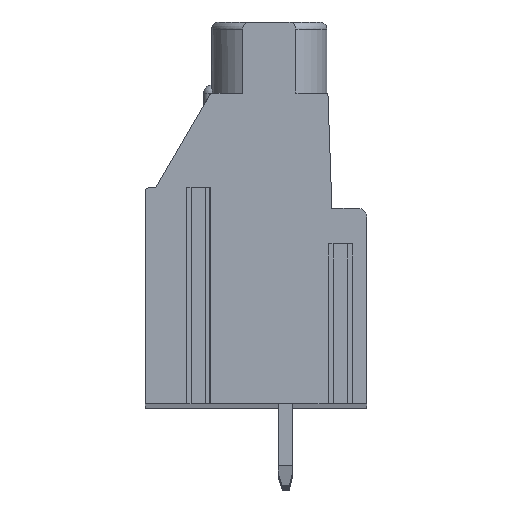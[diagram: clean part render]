
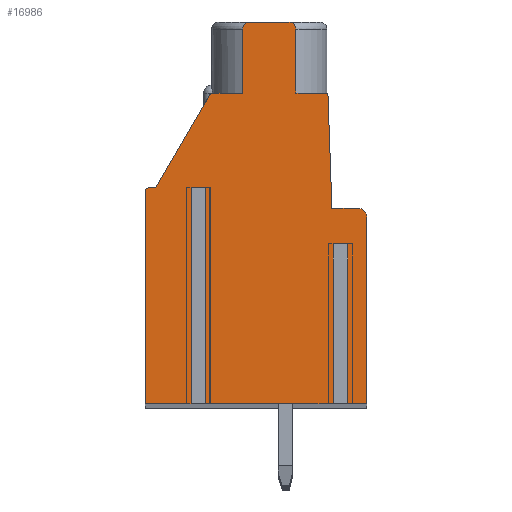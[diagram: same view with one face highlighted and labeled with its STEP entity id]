
A CAD part, top view. The second image highlights one B-rep face of the part: STEP entity #16986.
In plain terms, the highlighted planar face has unit normal (0, 0, 1).
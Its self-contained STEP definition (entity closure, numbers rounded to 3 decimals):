
#27=DIRECTION('',(-1.,0.,0.));
#28=VECTOR('',#27,0.82);
#29=CARTESIAN_POINT('',(-2.09,1.2,148.59));
#30=LINE('',#29,#28);
#31=DIRECTION('',(0.,1.,0.));
#32=VECTOR('',#31,12.2);
#33=CARTESIAN_POINT('',(-2.91,-11.,148.59));
#34=LINE('',#33,#32);
#35=DIRECTION('',(1.,0.,0.));
#36=VECTOR('',#35,2.59);
#37=CARTESIAN_POINT('',(-5.5,-11.,148.59));
#38=LINE('',#37,#36);
#39=DIRECTION('',(0.,-1.,0.));
#40=VECTOR('',#39,11.9);
#41=CARTESIAN_POINT('',(-5.5,0.9,148.59));
#42=LINE('',#41,#40);
#43=CARTESIAN_POINT('',(-5.2,0.9,148.59));
#44=DIRECTION('',(0.,0.,1.));
#45=DIRECTION('',(0.,1.,0.));
#46=AXIS2_PLACEMENT_3D('',#43,#44,#45);
#48=DIRECTION('',(-1.,0.,0.));
#49=VECTOR('',#48,0.3);
#50=CARTESIAN_POINT('',(-4.9,1.2,148.59));
#51=LINE('',#50,#49);
#52=DIRECTION('',(-0.505,-0.863,0.));
#53=VECTOR('',#52,6.14);
#54=CARTESIAN_POINT('',(-1.8,6.5,148.59));
#55=LINE('',#54,#53);
#56=DIRECTION('',(-1.,0.,0.));
#57=VECTOR('',#56,1.8);
#58=CARTESIAN_POINT('',(0.,6.5,148.59));
#59=LINE('',#58,#57);
#60=DIRECTION('',(0.,-1.,0.));
#61=VECTOR('',#60,3.6);
#62=CARTESIAN_POINT('',(0.,10.1,148.59));
#63=LINE('',#62,#61);
#64=CARTESIAN_POINT('',(0.4,10.1,148.59));
#65=DIRECTION('',(0.,0.,1.));
#66=DIRECTION('',(0.,1.,0.));
#67=AXIS2_PLACEMENT_3D('',#64,#65,#66);
#69=DIRECTION('',(-1.,0.,0.));
#70=VECTOR('',#69,2.2);
#71=CARTESIAN_POINT('',(2.6,10.5,148.59));
#72=LINE('',#71,#70);
#73=CARTESIAN_POINT('',(2.6,10.1,148.59));
#74=DIRECTION('',(0.,0.,1.));
#75=DIRECTION('',(1.,0.,0.));
#76=AXIS2_PLACEMENT_3D('',#73,#74,#75);
#78=DIRECTION('',(0.,1.,0.));
#79=VECTOR('',#78,3.6);
#80=CARTESIAN_POINT('',(3.,6.5,148.59));
#81=LINE('',#80,#79);
#82=DIRECTION('',(-1.,0.,0.));
#83=VECTOR('',#82,1.8);
#84=CARTESIAN_POINT('',(4.8,6.5,148.59));
#85=LINE('',#84,#83);
#86=DIRECTION('',(-0.035,0.999,0.));
#87=VECTOR('',#86,6.504);
#88=CARTESIAN_POINT('',(5.027,0.,148.59));
#89=LINE('',#88,#87);
#90=DIRECTION('',(-1.,0.,0.));
#91=VECTOR('',#90,1.473);
#92=CARTESIAN_POINT('',(6.5,0.,148.59));
#93=LINE('',#92,#91);
#94=CARTESIAN_POINT('',(6.5,-0.5,148.59));
#95=DIRECTION('',(0.,0.,1.));
#96=DIRECTION('',(1.,0.,0.));
#97=AXIS2_PLACEMENT_3D('',#94,#95,#96);
#99=DIRECTION('',(0.,1.,0.));
#100=VECTOR('',#99,10.5);
#101=CARTESIAN_POINT('',(7.,-11.,148.59));
#102=LINE('',#101,#100);
#103=DIRECTION('',(1.,0.,0.));
#104=VECTOR('',#103,1.09);
#105=CARTESIAN_POINT('',(5.91,-11.,148.59));
#106=LINE('',#105,#104);
#107=DIRECTION('',(0.,1.,0.));
#108=VECTOR('',#107,9.);
#109=CARTESIAN_POINT('',(5.91,-11.,148.59));
#110=LINE('',#109,#108);
#111=DIRECTION('',(-1.,0.,0.));
#112=VECTOR('',#111,0.82);
#113=CARTESIAN_POINT('',(5.91,-2.,148.59));
#114=LINE('',#113,#112);
#115=DIRECTION('',(0.,1.,0.));
#116=VECTOR('',#115,9.);
#117=CARTESIAN_POINT('',(5.09,-11.,148.59));
#118=LINE('',#117,#116);
#119=DIRECTION('',(1.,0.,0.));
#120=VECTOR('',#119,7.18);
#121=CARTESIAN_POINT('',(-2.09,-11.,148.59));
#122=LINE('',#121,#120);
#123=DIRECTION('',(0.,1.,0.));
#124=VECTOR('',#123,12.2);
#125=CARTESIAN_POINT('',(-2.09,-11.,148.59));
#126=LINE('',#125,#124);
#13407=CARTESIAN_POINT('',(7.,-11.,148.59));
#13408=CARTESIAN_POINT('',(7.,-0.5,148.59));
#13409=VERTEX_POINT('',#13407);
#13410=VERTEX_POINT('',#13408);
#13411=CARTESIAN_POINT('',(6.5,0.,148.59));
#13412=VERTEX_POINT('',#13411);
#13413=CARTESIAN_POINT('',(5.027,0.,148.59));
#13414=VERTEX_POINT('',#13413);
#13415=CARTESIAN_POINT('',(4.8,6.5,148.59));
#13416=VERTEX_POINT('',#13415);
#13417=CARTESIAN_POINT('',(3.,6.5,148.59));
#13418=VERTEX_POINT('',#13417);
#13419=CARTESIAN_POINT('',(3.,10.1,148.59));
#13420=VERTEX_POINT('',#13419);
#13421=CARTESIAN_POINT('',(2.6,10.5,148.59));
#13422=VERTEX_POINT('',#13421);
#13423=CARTESIAN_POINT('',(0.4,10.5,148.59));
#13424=VERTEX_POINT('',#13423);
#13425=CARTESIAN_POINT('',(0.,10.1,148.59));
#13426=VERTEX_POINT('',#13425);
#13427=CARTESIAN_POINT('',(0.,6.5,148.59));
#13428=VERTEX_POINT('',#13427);
#13429=CARTESIAN_POINT('',(-1.8,6.5,148.59));
#13430=VERTEX_POINT('',#13429);
#13431=CARTESIAN_POINT('',(-4.9,1.2,148.59));
#13432=VERTEX_POINT('',#13431);
#13433=CARTESIAN_POINT('',(-5.2,1.2,148.59));
#13434=VERTEX_POINT('',#13433);
#13435=CARTESIAN_POINT('',(-5.5,0.9,148.59));
#13436=VERTEX_POINT('',#13435);
#13437=CARTESIAN_POINT('',(-5.5,-11.,148.59));
#13438=VERTEX_POINT('',#13437);
#13559=CARTESIAN_POINT('',(5.91,-2.,148.59));
#13560=CARTESIAN_POINT('',(5.09,-2.,148.59));
#13561=VERTEX_POINT('',#13559);
#13562=VERTEX_POINT('',#13560);
#13563=CARTESIAN_POINT('',(5.09,-11.,148.59));
#13564=VERTEX_POINT('',#13563);
#13565=CARTESIAN_POINT('',(5.91,-11.,148.59));
#13566=VERTEX_POINT('',#13565);
#13583=CARTESIAN_POINT('',(-2.09,1.2,148.59));
#13584=CARTESIAN_POINT('',(-2.91,1.2,148.59));
#13585=VERTEX_POINT('',#13583);
#13586=VERTEX_POINT('',#13584);
#13587=CARTESIAN_POINT('',(-2.09,-11.,148.59));
#13588=VERTEX_POINT('',#13587);
#13589=CARTESIAN_POINT('',(-2.91,-11.,148.59));
#13590=VERTEX_POINT('',#13589);
#16931=CARTESIAN_POINT('',(0.,0.,148.59));
#16932=DIRECTION('',(0.,0.,1.));
#16933=DIRECTION('',(1.,0.,0.));
#16934=AXIS2_PLACEMENT_3D('',#16931,#16932,#16933);
#16935=PLANE('',#16934);
#16937=ORIENTED_EDGE('',*,*,#16936,.T.);
#16939=ORIENTED_EDGE('',*,*,#16938,.F.);
#16941=ORIENTED_EDGE('',*,*,#16940,.F.);
#16943=ORIENTED_EDGE('',*,*,#16942,.F.);
#16945=ORIENTED_EDGE('',*,*,#16944,.F.);
#16947=ORIENTED_EDGE('',*,*,#16946,.F.);
#16949=ORIENTED_EDGE('',*,*,#16948,.F.);
#16951=ORIENTED_EDGE('',*,*,#16950,.F.);
#16953=ORIENTED_EDGE('',*,*,#16952,.F.);
#16955=ORIENTED_EDGE('',*,*,#16954,.F.);
#16957=ORIENTED_EDGE('',*,*,#16956,.F.);
#16959=ORIENTED_EDGE('',*,*,#16958,.F.);
#16961=ORIENTED_EDGE('',*,*,#16960,.F.);
#16963=ORIENTED_EDGE('',*,*,#16962,.F.);
#16965=ORIENTED_EDGE('',*,*,#16964,.F.);
#16967=ORIENTED_EDGE('',*,*,#16966,.F.);
#16969=ORIENTED_EDGE('',*,*,#16968,.F.);
#16971=ORIENTED_EDGE('',*,*,#16970,.F.);
#16973=ORIENTED_EDGE('',*,*,#16972,.F.);
#16975=ORIENTED_EDGE('',*,*,#16974,.T.);
#16977=ORIENTED_EDGE('',*,*,#16976,.T.);
#16979=ORIENTED_EDGE('',*,*,#16978,.F.);
#16981=ORIENTED_EDGE('',*,*,#16980,.F.);
#16983=ORIENTED_EDGE('',*,*,#16982,.T.);
#16984=EDGE_LOOP('',(#16937,#16939,#16941,#16943,#16945,#16947,#16949,#16951,
#16953,#16955,#16957,#16959,#16961,#16963,#16965,#16967,#16969,#16971,#16973,
#16975,#16977,#16979,#16981,#16983));
#16985=FACE_OUTER_BOUND('',#16984,.F.);
#47=CIRCLE('',#46,0.3);
#68=CIRCLE('',#67,0.4);
#77=CIRCLE('',#76,0.4);
#98=CIRCLE('',#97,0.5);
#16936=EDGE_CURVE('',#13585,#13586,#30,.T.);
#16938=EDGE_CURVE('',#13590,#13586,#34,.T.);
#16940=EDGE_CURVE('',#13438,#13590,#38,.T.);
#16942=EDGE_CURVE('',#13436,#13438,#42,.T.);
#16944=EDGE_CURVE('',#13434,#13436,#47,.T.);
#16946=EDGE_CURVE('',#13432,#13434,#51,.T.);
#16948=EDGE_CURVE('',#13430,#13432,#55,.T.);
#16950=EDGE_CURVE('',#13428,#13430,#59,.T.);
#16952=EDGE_CURVE('',#13426,#13428,#63,.T.);
#16954=EDGE_CURVE('',#13424,#13426,#68,.T.);
#16956=EDGE_CURVE('',#13422,#13424,#72,.T.);
#16958=EDGE_CURVE('',#13420,#13422,#77,.T.);
#16960=EDGE_CURVE('',#13418,#13420,#81,.T.);
#16962=EDGE_CURVE('',#13416,#13418,#85,.T.);
#16964=EDGE_CURVE('',#13414,#13416,#89,.T.);
#16966=EDGE_CURVE('',#13412,#13414,#93,.T.);
#16968=EDGE_CURVE('',#13410,#13412,#98,.T.);
#16970=EDGE_CURVE('',#13409,#13410,#102,.T.);
#16972=EDGE_CURVE('',#13566,#13409,#106,.T.);
#16974=EDGE_CURVE('',#13566,#13561,#110,.T.);
#16976=EDGE_CURVE('',#13561,#13562,#114,.T.);
#16978=EDGE_CURVE('',#13564,#13562,#118,.T.);
#16980=EDGE_CURVE('',#13588,#13564,#122,.T.);
#16982=EDGE_CURVE('',#13588,#13585,#126,.T.);
#16986=ADVANCED_FACE('',(#16985),#16935,.T.);
